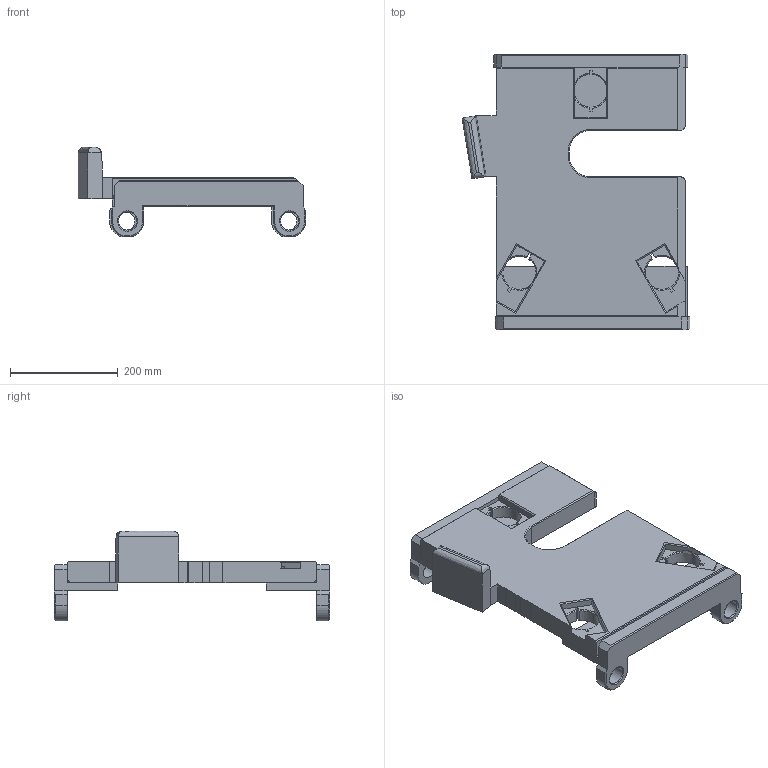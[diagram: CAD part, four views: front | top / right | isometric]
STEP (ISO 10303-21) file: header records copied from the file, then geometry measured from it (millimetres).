
FILE_DESCRIPTION ((), '1');
FILE_NAME ('coupling-a-rc1.stp', '2017-03-06T12:17:38', ('Unknown'), ('Unknown'), 'HarmonyWare STEP v1.7.11', 'HarmonyWare Translators', '');
FILE_SCHEMA (('CONFIG_CONTROL_DESIGN'));
Length unit declared in the file: centimetre
Products named in the file (3): coupling A 17-2-2; coupling A 17-2-1
Bounding box: 421.56 x 510 x 166.25 mm (x, y, z)
Volume: 7547678.6 mm3; surface area: 683177.1 mm2
Topology: 3 solids, 3 shells, 232 faces, 671 edges, 445 vertices
Faces by surface type: bspline 232
Entity records: 12825 total; most frequent: CARTESIAN_POINT 8577, ORIENTED_EDGE 1342, EDGE_CURVE 671, B_SPLINE_CURVE_WITH_KNOTS 597, VERTEX_POINT 445, EDGE_LOOP 246, FACE_OUTER_BOUND 232, ADVANCED_FACE 232
